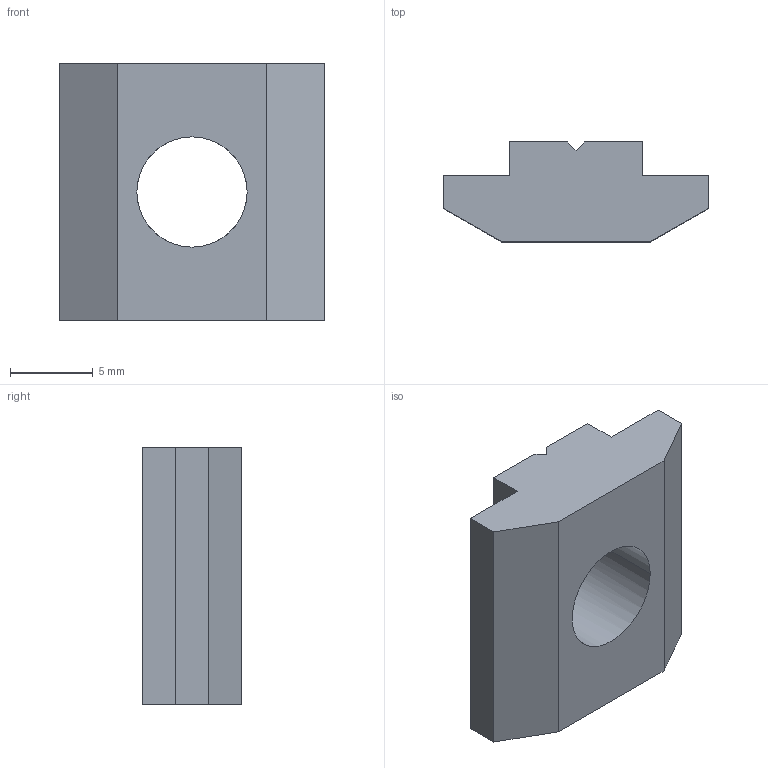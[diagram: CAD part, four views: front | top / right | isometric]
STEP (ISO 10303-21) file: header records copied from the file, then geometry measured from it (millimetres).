
FILE_DESCRIPTION (( 'STEP AP214' ), '1' );
FILE_NAME ('À248 Ñóõàðü ïàçîâûé Ì8, ïàç 8.STEP', '2019-03-26T07:27:33', ( 'Ïîëüçîâàòåëü Windows' ), ( '' ), 'SwSTEP 2.0', 'SolidWorks 2018', '' );
FILE_SCHEMA (( 'AUTOMOTIVE_DESIGN' ));
Length unit declared in the file: millimetre
Products named in the file (1): À248 Ñóõàðü ïàçîâûé Ì8, ïàç 8
Bounding box: 16 x 6 x 15.5 mm (x, y, z)
Volume: 921.1 mm3; surface area: 841 mm2
Topology: 1 solids, 1 shells, 19 faces, 54 edges, 36 vertices
Faces by surface type: plane 17, cylinder 2
Entity records: 652 total; most frequent: CARTESIAN_POINT 122, ORIENTED_EDGE 108, DIRECTION 96, EDGE_CURVE 54, VECTOR 44, LINE 44, VERTEX_POINT 36, AXIS2_PLACEMENT_3D 26
